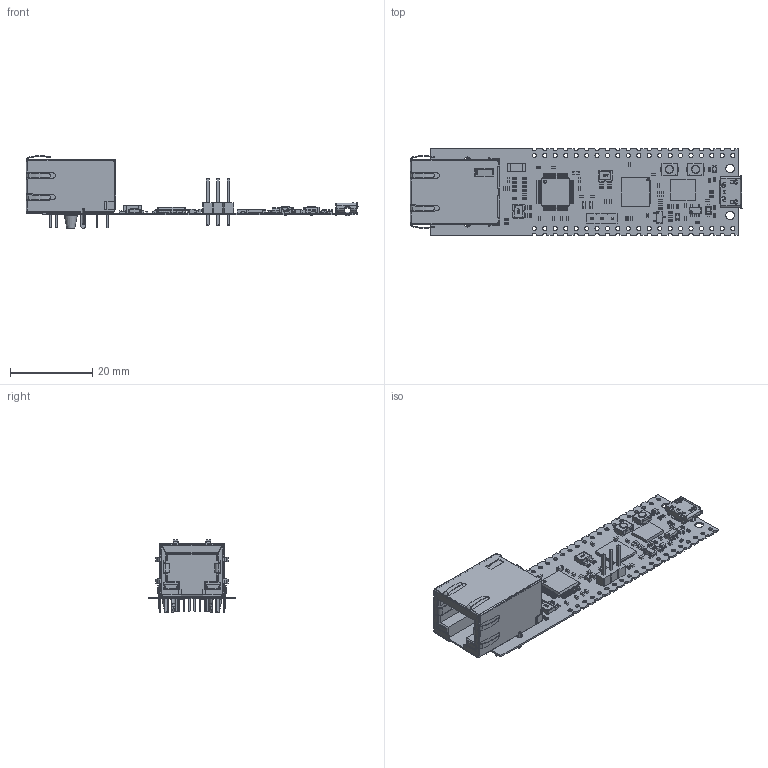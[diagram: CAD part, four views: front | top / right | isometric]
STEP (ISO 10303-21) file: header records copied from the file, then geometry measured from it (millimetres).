
FILE_DESCRIPTION(('Open CASCADE Model'),'2;1');
FILE_NAME('Open CASCADE Shape Model','2025-05-23T11:01:05',('Author'),( 'Open CASCADE'),'Open CASCADE STEP processor 6.8','Open CASCADE 6.8' ,'Unknown');
FILE_SCHEMA(('AUTOMOTIVE_DESIGN { 1 0 10303 214 1 1 1 1 }'));
Length unit declared in the file: millimetre
Products named in the file (137): PCB; Board; Open CASCADE STEP translator 6.8 3.1.1; Open CASCADE STEP translator 6.8 3.1.1.1; SW2; User_Library-pts820_15_pb; R31; RES_C1005X04N; P1; User_Library-MicroUSB-B_Molex_105017-0001; Q1; 6326783840; P2; RB1-125BAG1A--3DModel-STEP-56544; LD2; LED-0603-GREEN; User_Library-LTST-C190GKT_Pad005; User_Library-LTST-C190GKT_Pad001; User_Library-LTST-C190GKT_Pad004; User_Library-LTST-C190GKT_Pad003; User_Library-LTST-C190GKT_Lens; User_Library-LTST-C190GKT_Pad; J3; PH03-3; D1; SOD-323F; SW3dPS-SOD-323F_Board5; SW3dPS-SOD-323F_Free-Models3; SW3dPS-SOD-323F_BODYSOD323F_3; SW3dPS-SOD-323F_Free-Models4; SW3dPS-SOD-323F_358340561; SW3dPS-SOD-323F_Extruded9; SW3dPS-SOD-323F_Board4; SW3dPS-SOD-323F_358337361; SW3dPS-SOD-323F_Extruded8; SW3dPS-SOD-323F_BODYSOD323F_4; SW3dPS-SOD-323F_Free-Models5; SW3dPS-SOD-323F_358339793; SW3dPS-SOD-323F_Extruded10; SW3dPS-SOD-323F_Board3 ...
Assembly tree (205 placements, depth 8):
  PCB
    Board
      Open CASCADE STEP translator 6.8 3.1.1
        Open CASCADE STEP translator 6.8 3.1.1.1
    SW2
      User_Library-pts820_15_pb
    R31
      RES_C1005X04N
    P1
      User_Library-MicroUSB-B_Molex_105017-0001
    Q1
      6326783840
    P2
      RB1-125BAG1A--3DModel-STEP-56544
    LD2
      LED-0603-GREEN
        User_Library-LTST-C190GKT_Pad005
        User_Library-LTST-C190GKT_Pad001
        User_Library-LTST-C190GKT_Pad004
        User_Library-LTST-C190GKT_Pad003
        User_Library-LTST-C190GKT_Lens
        User_Library-LTST-C190GKT_Pad
    J3
      PH03-3
    D1
      SOD-323F
        SW3dPS-SOD-323F_Board5
        SW3dPS-SOD-323F_Free-Models3
          SW3dPS-SOD-323F_BODYSOD323F_3  x2
            SW3dPS-SOD-323F_Free-Models4
              SW3dPS-SOD-323F_358340561
                SW3dPS-SOD-323F_Extruded9
            SW3dPS-SOD-323F_Board4
          SW3dPS-SOD-323F_358337361  x2
            SW3dPS-SOD-323F_Extruded8
          SW3dPS-SOD-323F_BODYSOD323F_4  x2
            SW3dPS-SOD-323F_Free-Models5
              SW3dPS-SOD-323F_358339793
                SW3dPS-SOD-323F_Extruded10
            SW3dPS-SOD-323F_Board3
          SW3dPS-SOD-323F_358338001
            SW3dPS-SOD-323F_Extruded7
          SW3dPS-SOD-323F_358337489
            SW3dPS-SOD-323F_Extruded6
          SW3dPS-SOD-323F_358337745
            SW3dPS-SOD-323F_Extruded11
    Y2
      User_Library-ABRACON_ASE
    U4
      6355681456
        Extruded
    U3
      User_Library-lqfp48-1
    SW1
      User_Library-pts820_15_pb
    R30
      RES_C1005X04N
    R29
      RES_C1005X04N
    R28
Bounding box: 80.77 x 21 x 17.68 mm (x, y, z)
Volume: 3780.5 mm3; surface area: 9361.4 mm2
Topology: 130 solids, 130 shells, 8031 faces, 23156 edges, 15105 vertices
Faces by surface type: plane 4290, cylinder 2851, bspline 814, sphere 48, cone 16, revolution 8, torus 4
Full cylindrical faces by diameter (mm): 0.9 x12, 0.914 x3, 1 x40, 1.5 x2, 2.1 x2, 3.25 x2
Entity records: 120618 total; most frequent: CARTESIAN_POINT 21616, ORIENTED_EDGE 18398, DIRECTION 17795, EDGE_CURVE 9199, LINE 6781, VECTOR 6781, VERTEX_POINT 5979, AXIS2_PLACEMENT_3D 5503
